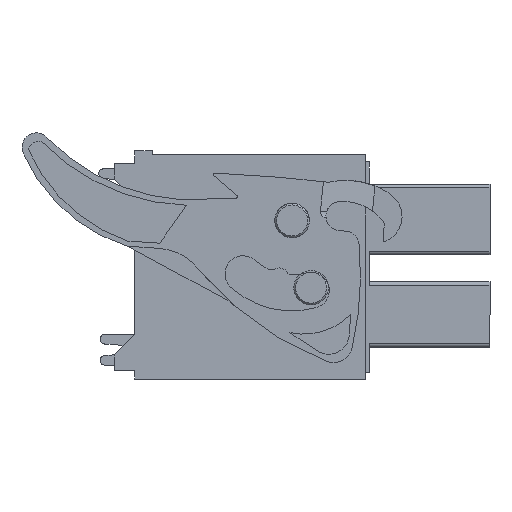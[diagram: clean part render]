
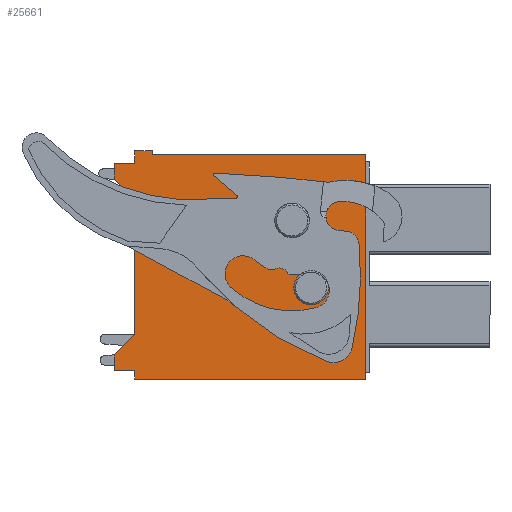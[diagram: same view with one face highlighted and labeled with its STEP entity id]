
A CAD part, left-side view. The second image highlights one B-rep face of the part: STEP entity #25661.
In plain terms, the highlighted planar face has unit normal (-1, 0, 0).
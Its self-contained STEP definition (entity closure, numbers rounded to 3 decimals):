
#572=CIRCLE('',#26952,1.);
#573=CIRCLE('',#26953,1.);
#2738=ORIENTED_EDGE('',*,*,#8705,.T.);
#2739=ORIENTED_EDGE('',*,*,#8706,.T.);
#2740=ORIENTED_EDGE('',*,*,#7783,.F.);
#2741=ORIENTED_EDGE('',*,*,#8707,.T.);
#2742=ORIENTED_EDGE('',*,*,#8708,.F.);
#2743=ORIENTED_EDGE('',*,*,#8709,.T.);
#2744=ORIENTED_EDGE('',*,*,#7806,.F.);
#2745=ORIENTED_EDGE('',*,*,#7951,.T.);
#2746=ORIENTED_EDGE('',*,*,#8696,.T.);
#2747=ORIENTED_EDGE('',*,*,#7652,.F.);
#2748=ORIENTED_EDGE('',*,*,#8710,.T.);
#2749=ORIENTED_EDGE('',*,*,#8711,.T.);
#2750=ORIENTED_EDGE('',*,*,#7850,.F.);
#2751=ORIENTED_EDGE('',*,*,#8712,.F.);
#2752=ORIENTED_EDGE('',*,*,#8713,.T.);
#2753=ORIENTED_EDGE('',*,*,#8714,.T.);
#7652=EDGE_CURVE('',#10977,#10979,#13188,.T.);
#7783=EDGE_CURVE('',#11103,#11104,#13285,.T.);
#7806=EDGE_CURVE('',#11126,#11127,#13308,.T.);
#7850=EDGE_CURVE('',#11170,#11171,#13352,.T.);
#7951=EDGE_CURVE('',#11126,#11251,#13453,.T.);
#8696=EDGE_CURVE('',#11251,#10979,#14109,.T.);
#8705=EDGE_CURVE('',#11706,#11706,#572,.T.);
#8706=EDGE_CURVE('',#11707,#11707,#573,.T.);
#8707=EDGE_CURVE('',#11103,#11708,#14118,.T.);
#8708=EDGE_CURVE('',#11709,#11708,#14119,.T.);
#8709=EDGE_CURVE('',#11709,#11127,#14120,.T.);
#8710=EDGE_CURVE('',#10977,#11710,#14121,.T.);
#8711=EDGE_CURVE('',#11710,#11171,#14122,.T.);
#8712=EDGE_CURVE('',#11711,#11170,#14123,.T.);
#8713=EDGE_CURVE('',#11711,#11712,#14124,.T.);
#8714=EDGE_CURVE('',#11712,#11104,#14125,.T.);
#10977=VERTEX_POINT('',#34509);
#10979=VERTEX_POINT('',#34512);
#11103=VERTEX_POINT('',#34789);
#11104=VERTEX_POINT('',#34791);
#11126=VERTEX_POINT('',#34836);
#11127=VERTEX_POINT('',#34838);
#11170=VERTEX_POINT('',#34925);
#11171=VERTEX_POINT('',#34927);
#11251=VERTEX_POINT('',#35129);
#11706=VERTEX_POINT('',#37285);
#11707=VERTEX_POINT('',#37287);
#11708=VERTEX_POINT('',#37289);
#11709=VERTEX_POINT('',#37291);
#11710=VERTEX_POINT('',#37294);
#11711=VERTEX_POINT('',#37297);
#11712=VERTEX_POINT('',#37299);
#13188=LINE('',#34511,#15980);
#13285=LINE('',#34790,#16077);
#13308=LINE('',#34837,#16100);
#13352=LINE('',#34926,#16144);
#13453=LINE('',#35130,#16245);
#14109=LINE('',#37268,#16901);
#14118=LINE('',#37288,#16910);
#14119=LINE('',#37290,#16911);
#14120=LINE('',#37292,#16912);
#14121=LINE('',#37293,#16913);
#14122=LINE('',#37295,#16914);
#14123=LINE('',#37296,#16915);
#14124=LINE('',#37298,#16916);
#14125=LINE('',#37300,#16917);
#15980=VECTOR('',#28313,1000.);
#16077=VECTOR('',#28524,1000.);
#16100=VECTOR('',#28549,1000.);
#16144=VECTOR('',#28595,1000.);
#16245=VECTOR('',#28740,1000.);
#16901=VECTOR('',#29944,1000.);
#16910=VECTOR('',#29961,1000.);
#16911=VECTOR('',#29962,1000.);
#16912=VECTOR('',#29963,1000.);
#16913=VECTOR('',#29964,1000.);
#16914=VECTOR('',#29965,1000.);
#16915=VECTOR('',#29966,1000.);
#16916=VECTOR('',#29967,1000.);
#16917=VECTOR('',#29968,1000.);
#19105=EDGE_LOOP('',(#2738));
#19106=EDGE_LOOP('',(#2739));
#19107=EDGE_LOOP('',(#2740,#2741,#2742,#2743,#2744,#2745,#2746,#2747,#2748,
#2749,#2750,#2751,#2752,#2753));
#20463=FACE_BOUND('',#19105,.T.);
#20464=FACE_BOUND('',#19106,.T.);
#20465=FACE_BOUND('',#19107,.T.);
#21667=PLANE('',#26951);
#25661=ADVANCED_FACE('',(#20463,#20464,#20465),#21667,.F.);
#26951=AXIS2_PLACEMENT_3D('',#37283,#29955,#29956);
#26952=AXIS2_PLACEMENT_3D('',#37284,#29957,#29958);
#26953=AXIS2_PLACEMENT_3D('',#37286,#29959,#29960);
#28313=DIRECTION('',(0.,-1.,0.));
#28524=DIRECTION('',(0.,0.,1.));
#28549=DIRECTION('',(0.,0.,1.));
#28595=DIRECTION('',(0.,0.,1.));
#28740=DIRECTION('',(0.,-1.,0.));
#29944=DIRECTION('',(0.,0.,1.));
#29955=DIRECTION('',(1.,0.,0.));
#29956=DIRECTION('',(0.,0.,-1.));
#29957=DIRECTION('',(1.,0.,0.));
#29958=DIRECTION('',(0.,0.,-1.));
#29959=DIRECTION('',(1.,0.,0.));
#29960=DIRECTION('',(0.,0.,-1.));
#29961=DIRECTION('',(0.,0.707,-0.707));
#29962=DIRECTION('',(0.,0.,1.));
#29963=DIRECTION('',(0.,-1.,0.));
#29964=DIRECTION('',(0.,0.,1.));
#29965=DIRECTION('',(0.,1.,0.));
#29966=DIRECTION('',(0.,-1.,0.));
#29967=DIRECTION('',(0.,0.,-1.));
#29968=DIRECTION('',(0.,-0.707,-0.707));
#34509=CARTESIAN_POINT('',(-10.9,12.4,6.5));
#34511=CARTESIAN_POINT('',(-10.9,13.4,6.5));
#34512=CARTESIAN_POINT('',(-10.9,0.,6.5));
#34789=CARTESIAN_POINT('',(-10.9,13.4,-3.9));
#34790=CARTESIAN_POINT('',(-10.9,13.4,-6.5));
#34791=CARTESIAN_POINT('',(-10.9,13.4,3.9));
#34836=CARTESIAN_POINT('',(-10.9,13.4,-6.5));
#34837=CARTESIAN_POINT('',(-10.9,13.4,-6.5));
#34838=CARTESIAN_POINT('',(-10.9,13.4,-6.));
#34925=CARTESIAN_POINT('',(-10.9,13.4,6.));
#34926=CARTESIAN_POINT('',(-10.9,13.4,-6.5));
#34927=CARTESIAN_POINT('',(-10.9,13.4,6.75));
#35129=CARTESIAN_POINT('',(-10.9,0.,-6.5));
#35130=CARTESIAN_POINT('',(-10.9,13.4,-6.5));
#37268=CARTESIAN_POINT('',(-10.9,0.,-6.5));
#37283=CARTESIAN_POINT('',(-10.9,13.4,-6.5));
#37284=CARTESIAN_POINT('',(-10.9,4.28,2.7));
#37285=CARTESIAN_POINT('',(-10.9,4.28,1.7));
#37286=CARTESIAN_POINT('',(-10.9,3.18,-1.2));
#37287=CARTESIAN_POINT('',(-10.9,3.18,-2.2));
#37288=CARTESIAN_POINT('',(-10.9,14.6,-5.1));
#37289=CARTESIAN_POINT('',(-10.9,14.6,-5.1));
#37290=CARTESIAN_POINT('',(-10.9,14.6,-6.));
#37291=CARTESIAN_POINT('',(-10.9,14.6,-6.));
#37292=CARTESIAN_POINT('',(-10.9,14.6,-6.));
#37293=CARTESIAN_POINT('',(-10.9,12.4,6.5));
#37294=CARTESIAN_POINT('',(-10.9,12.4,6.75));
#37295=CARTESIAN_POINT('',(-10.9,12.4,6.75));
#37296=CARTESIAN_POINT('',(-10.9,14.6,6.));
#37297=CARTESIAN_POINT('',(-10.9,14.6,6.));
#37298=CARTESIAN_POINT('',(-10.9,14.6,6.));
#37299=CARTESIAN_POINT('',(-10.9,14.6,5.1));
#37300=CARTESIAN_POINT('',(-10.9,13.4,3.9));
